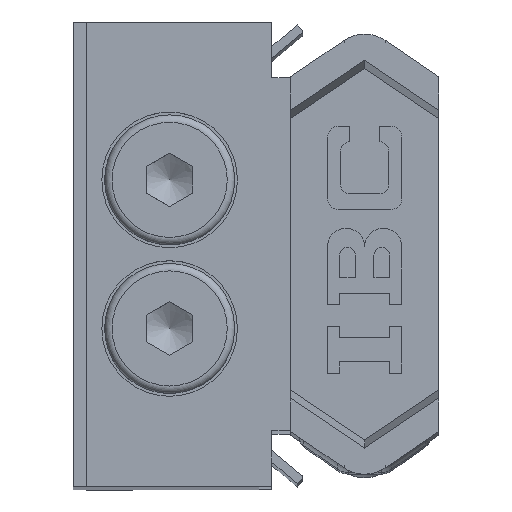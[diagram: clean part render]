
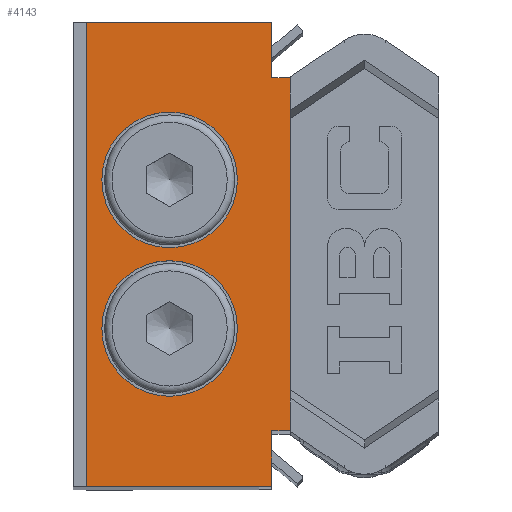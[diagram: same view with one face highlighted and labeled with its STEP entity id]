
A CAD part, top view. The second image highlights one B-rep face of the part: STEP entity #4143.
In plain terms, the highlighted face is planar.
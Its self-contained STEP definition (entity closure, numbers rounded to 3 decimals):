
#1796=CARTESIAN_POINT('',(9.051,-4.001,2.));
#1797=VERTEX_POINT('',#1796);
#1924=CARTESIAN_POINT('',(-9.053,-4.001,2.));
#1925=VERTEX_POINT('',#1924);
#3551=CARTESIAN_POINT('',(-7.304,-4.001,2.0));
#3552=VERTEX_POINT('',#3551);
#3553=CARTESIAN_POINT('',(7.299,-4.001,2.0));
#3554=VERTEX_POINT('',#3553);
#3555=CARTESIAN_POINT('',(-7.304,-4.001,2.));
#3556=DIRECTION('',(1.0,0.0,0.0));
#3557=VECTOR('',#3556,14.603);
#3558=LINE('',#3555,#3557);
#3559=EDGE_CURVE('',#3552,#3554,#3558,.T.);
#3713=CARTESIAN_POINT('',(0.35,-10.501,1.997));
#3714=VERTEX_POINT('',#3713);
#3715=CARTESIAN_POINT('',(4.,-10.501,1.997));
#3716=DIRECTION('',(0.0,0.,1.));
#3717=DIRECTION('',(-1.0,0.0,0.0));
#3718=AXIS2_PLACEMENT_3D('',#3715,#3716,#3717);
#3719=CIRCLE('',#3718,3.65);
#3720=EDGE_CURVE('',#3714,#3714,#3719,.T.);
#3823=CARTESIAN_POINT('',(-7.65,-10.501,1.997));
#3824=VERTEX_POINT('',#3823);
#3825=CARTESIAN_POINT('',(-4.,-10.501,1.997));
#3826=DIRECTION('',(0.0,0.,1.));
#3827=DIRECTION('',(-1.0,0.0,0.0));
#3828=AXIS2_PLACEMENT_3D('',#3825,#3826,#3827);
#3829=CIRCLE('',#3828,3.65);
#3830=EDGE_CURVE('',#3824,#3824,#3829,.T.);
#3884=CARTESIAN_POINT('',(-9.5,-5.001,2.));
#3885=VERTEX_POINT('',#3884);
#3894=CARTESIAN_POINT('',(-12.5,-5.001,2.));
#3895=VERTEX_POINT('',#3894);
#3896=CARTESIAN_POINT('',(-9.5,-5.001,2.));
#3897=DIRECTION('',(-1.0,0.0,0.0));
#3898=VECTOR('',#3897,3.0);
#3899=LINE('',#3896,#3898);
#3900=EDGE_CURVE('',#3885,#3895,#3899,.T.);
#3926=CARTESIAN_POINT('',(9.5,-5.001,2.));
#3927=VERTEX_POINT('',#3926);
#3942=CARTESIAN_POINT('',(12.5,-5.001,2.));
#3943=VERTEX_POINT('',#3942);
#3950=CARTESIAN_POINT('',(12.5,-5.001,2.));
#3951=DIRECTION('',(-1.0,0.0,0.0));
#3952=VECTOR('',#3951,3.0);
#3953=LINE('',#3950,#3952);
#3954=EDGE_CURVE('',#3943,#3927,#3953,.T.);
#3966=CARTESIAN_POINT('',(12.5,-15.001,1.996));
#3967=VERTEX_POINT('',#3966);
#3974=CARTESIAN_POINT('',(12.5,-5.001,2.));
#3975=DIRECTION('',(0.0,-1.,0.));
#3976=VECTOR('',#3975,10.0);
#3977=LINE('',#3974,#3976);
#3978=EDGE_CURVE('',#3943,#3967,#3977,.T.);
#3995=CARTESIAN_POINT('',(-12.5,-15.001,1.996));
#3996=VERTEX_POINT('',#3995);
#4012=CARTESIAN_POINT('',(-12.5,-5.001,2.));
#4013=DIRECTION('',(0.0,-1.,0.));
#4014=VECTOR('',#4013,10.0);
#4015=LINE('',#4012,#4014);
#4016=EDGE_CURVE('',#3895,#3996,#4015,.T.);
#4034=CARTESIAN_POINT('',(12.5,-15.001,1.996));
#4035=DIRECTION('',(-1.0,0.0,0.0));
#4036=VECTOR('',#4035,25.0);
#4037=LINE('',#4034,#4036);
#4038=EDGE_CURVE('',#3967,#3996,#4037,.T.);
#4057=CARTESIAN_POINT('',(9.5,-4.001,2.));
#4058=VERTEX_POINT('',#4057);
#4065=CARTESIAN_POINT('',(9.5,-4.001,2.));
#4066=DIRECTION('',(-1.0,0.0,0.0));
#4067=VECTOR('',#4066,0.449);
#4068=LINE('',#4065,#4067);
#4069=EDGE_CURVE('',#4058,#1797,#4068,.T.);
#4080=CARTESIAN_POINT('',(9.5,-4.001,2.));
#4081=DIRECTION('',(0.0,-1.,0.));
#4082=VECTOR('',#4081,1.0);
#4083=LINE('',#4080,#4082);
#4084=EDGE_CURVE('',#4058,#3927,#4083,.T.);
#4096=CARTESIAN_POINT('',(9.5,-4.001,2.));
#4097=DIRECTION('',(0.,0.,-1.));
#4098=DIRECTION('',(-1.0,0.0,0.0));
#4099=AXIS2_PLACEMENT_3D('',#4096,#4097,#4098);
#4100=PLANE('',#4099);
#4101=CARTESIAN_POINT('',(-9.5,-4.001,2.));
#4102=VERTEX_POINT('',#4101);
#4103=CARTESIAN_POINT('',(-9.5,-4.001,2.));
#4104=DIRECTION('',(0.0,-1.,0.));
#4105=VECTOR('',#4104,1.);
#4106=LINE('',#4103,#4105);
#4107=EDGE_CURVE('',#4102,#3885,#4106,.T.);
#4108=ORIENTED_EDGE('',*,*,#4107,.F.);
#4109=CARTESIAN_POINT('',(-9.053,-4.001,2.));
#4110=DIRECTION('',(-1.0,0.0,0.0));
#4111=VECTOR('',#4110,0.447);
#4112=LINE('',#4109,#4111);
#4113=EDGE_CURVE('',#1925,#4102,#4112,.T.);
#4114=ORIENTED_EDGE('',*,*,#4113,.F.);
#4115=CARTESIAN_POINT('',(-7.304,-4.001,2.));
#4116=DIRECTION('',(-1.0,0.0,0.0));
#4117=VECTOR('',#4116,1.749);
#4118=LINE('',#4115,#4117);
#4119=EDGE_CURVE('',#3552,#1925,#4118,.T.);
#4120=ORIENTED_EDGE('',*,*,#4119,.F.);
#4121=ORIENTED_EDGE('',*,*,#3559,.T.);
#4122=CARTESIAN_POINT('',(9.051,-4.001,2.));
#4123=DIRECTION('',(-1.0,0.0,0.0));
#4124=VECTOR('',#4123,1.752);
#4125=LINE('',#4122,#4124);
#4126=EDGE_CURVE('',#1797,#3554,#4125,.T.);
#4127=ORIENTED_EDGE('',*,*,#4126,.F.);
#4128=ORIENTED_EDGE('',*,*,#4069,.F.);
#4129=ORIENTED_EDGE('',*,*,#4084,.T.);
#4130=ORIENTED_EDGE('',*,*,#3954,.F.);
#4131=ORIENTED_EDGE('',*,*,#3978,.T.);
#4132=ORIENTED_EDGE('',*,*,#4038,.T.);
#4133=ORIENTED_EDGE('',*,*,#4016,.F.);
#4134=ORIENTED_EDGE('',*,*,#3900,.F.);
#4135=EDGE_LOOP('',(#4108,#4114,#4120,#4121,#4127,#4128,#4129,#4130,#4131,#4132,#4133,#4134));
#4136=FACE_OUTER_BOUND('',#4135,.T.);
#4137=ORIENTED_EDGE('',*,*,#3720,.T.);
#4138=EDGE_LOOP('',(#4137));
#4139=FACE_BOUND('',#4138,.T.);
#4140=ORIENTED_EDGE('',*,*,#3830,.T.);
#4141=EDGE_LOOP('',(#4140));
#4142=FACE_BOUND('',#4141,.T.);
#4143=ADVANCED_FACE('',(#4136,#4139,#4142),#4100,.T.);
